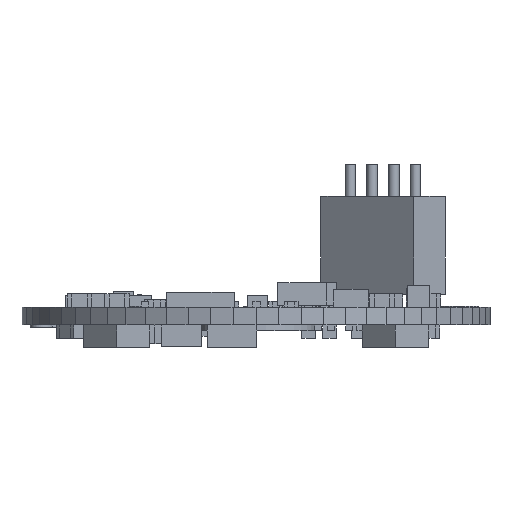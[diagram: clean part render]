
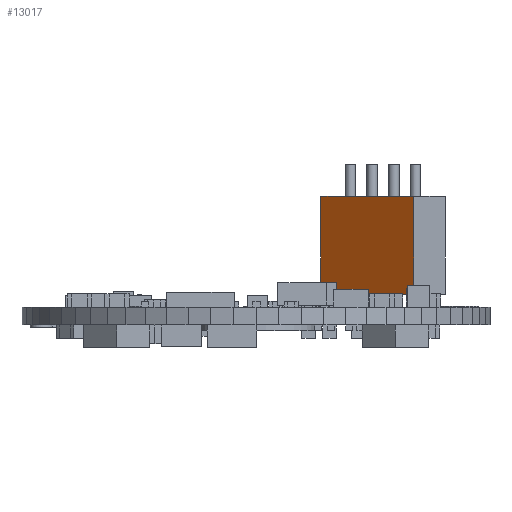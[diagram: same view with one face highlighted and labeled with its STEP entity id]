
A CAD part, left-side view. The second image highlights one B-rep face of the part: STEP entity #13017.
In plain terms, the highlighted planar face has unit normal (-0.766, 0.643, 0).
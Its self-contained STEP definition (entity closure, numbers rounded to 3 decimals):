
#12678 = EDGE_CURVE('',#12679,#12681,#12683,.T.);
#12679 = VERTEX_POINT('',#12680);
#12680 = CARTESIAN_POINT('',(-2.608,-1.368,0.));
#12681 = VERTEX_POINT('',#12682);
#12682 = CARTESIAN_POINT('',(-2.608,-1.368,4.4));
#12683 = SURFACE_CURVE('',#12684,(#12688,#12700),.PCURVE_S1.);
#12684 = LINE('',#12685,#12686);
#12685 = CARTESIAN_POINT('',(-2.608,-1.368,0.));
#12686 = VECTOR('',#12687,1.);
#12687 = DIRECTION('',(0.,0.,1.));
#12688 = PCURVE('',#12689,#12694);
#12689 = PLANE('',#12690);
#12690 = AXIS2_PLACEMENT_3D('',#12691,#12692,#12693);
#12691 = CARTESIAN_POINT('',(-2.608,-1.368,0.));
#12692 = DIRECTION('',(0.643,0.766,0.));
#12693 = DIRECTION('',(0.766,-0.643,0.));
#12694 = DEFINITIONAL_REPRESENTATION('',(#12695),#12699);
#12695 = LINE('',#12696,#12697);
#12696 = CARTESIAN_POINT('',(0.,0.));
#12697 = VECTOR('',#12698,1.);
#12698 = DIRECTION('',(0.,-1.));
#12699 = ( GEOMETRIC_REPRESENTATION_CONTEXT(2) 
PARAMETRIC_REPRESENTATION_CONTEXT() REPRESENTATION_CONTEXT('2D SPACE',''
  ) );
#12700 = PCURVE('',#12701,#12706);
#12701 = PLANE('',#12702);
#12702 = AXIS2_PLACEMENT_3D('',#12703,#12704,#12705);
#12703 = CARTESIAN_POINT('',(0.885,2.795,0.));
#12704 = DIRECTION('',(0.766,-0.643,0.));
#12705 = DIRECTION('',(-0.643,-0.766,0.));
#12706 = DEFINITIONAL_REPRESENTATION('',(#12707),#12711);
#12707 = LINE('',#12708,#12709);
#12708 = CARTESIAN_POINT('',(5.435,0.));
#12709 = VECTOR('',#12710,1.);
#12710 = DIRECTION('',(0.,-1.));
#12711 = ( GEOMETRIC_REPRESENTATION_CONTEXT(2) 
PARAMETRIC_REPRESENTATION_CONTEXT() REPRESENTATION_CONTEXT('2D SPACE',''
  ) );
#12729 = PLANE('',#12730);
#12730 = AXIS2_PLACEMENT_3D('',#12731,#12732,#12733);
#12731 = CARTESIAN_POINT('',(-2.608,-1.368,4.4));
#12732 = DIRECTION('',(0.,0.,-1.));
#12733 = DIRECTION('',(-1.,0.,0.));
#12783 = PLANE('',#12784);
#12784 = AXIS2_PLACEMENT_3D('',#12785,#12786,#12787);
#12785 = CARTESIAN_POINT('',(-2.608,-1.368,0.));
#12786 = DIRECTION('',(0.,0.,-1.));
#12787 = DIRECTION('',(-1.,0.,0.));
#12914 = PLANE('',#12915);
#12915 = AXIS2_PLACEMENT_3D('',#12916,#12917,#12918);
#12916 = CARTESIAN_POINT('',(2.559,1.391,0.));
#12917 = DIRECTION('',(-0.643,-0.766,0.));
#12918 = DIRECTION('',(-0.766,0.643,0.));
#12952 = VERTEX_POINT('',#12953);
#12953 = CARTESIAN_POINT('',(0.885,2.795,4.4));
#12974 = EDGE_CURVE('',#12975,#12952,#12977,.T.);
#12975 = VERTEX_POINT('',#12976);
#12976 = CARTESIAN_POINT('',(0.885,2.795,0.));
#12977 = SURFACE_CURVE('',#12978,(#12982,#12989),.PCURVE_S1.);
#12978 = LINE('',#12979,#12980);
#12979 = CARTESIAN_POINT('',(0.885,2.795,0.));
#12980 = VECTOR('',#12981,1.);
#12981 = DIRECTION('',(0.,0.,1.));
#12982 = PCURVE('',#12914,#12983);
#12983 = DEFINITIONAL_REPRESENTATION('',(#12984),#12988);
#12984 = LINE('',#12985,#12986);
#12985 = CARTESIAN_POINT('',(2.185,0.));
#12986 = VECTOR('',#12987,1.);
#12987 = DIRECTION('',(0.,-1.));
#12988 = ( GEOMETRIC_REPRESENTATION_CONTEXT(2) 
PARAMETRIC_REPRESENTATION_CONTEXT() REPRESENTATION_CONTEXT('2D SPACE',''
  ) );
#12989 = PCURVE('',#12701,#12990);
#12990 = DEFINITIONAL_REPRESENTATION('',(#12991),#12995);
#12991 = LINE('',#12992,#12993);
#12992 = CARTESIAN_POINT('',(0.,0.));
#12993 = VECTOR('',#12994,1.);
#12994 = DIRECTION('',(0.,-1.));
#12995 = ( GEOMETRIC_REPRESENTATION_CONTEXT(2) 
PARAMETRIC_REPRESENTATION_CONTEXT() REPRESENTATION_CONTEXT('2D SPACE',''
  ) );
#13017 = ADVANCED_FACE('',(#13018),#12701,.F.);
#13018 = FACE_BOUND('',#13019,.F.);
#13019 = EDGE_LOOP('',(#13020,#13021,#13042,#13043));
#13020 = ORIENTED_EDGE('',*,*,#12974,.T.);
#13021 = ORIENTED_EDGE('',*,*,#13022,.T.);
#13022 = EDGE_CURVE('',#12952,#12681,#13023,.T.);
#13023 = SURFACE_CURVE('',#13024,(#13028,#13035),.PCURVE_S1.);
#13024 = LINE('',#13025,#13026);
#13025 = CARTESIAN_POINT('',(0.885,2.795,4.4));
#13026 = VECTOR('',#13027,1.);
#13027 = DIRECTION('',(-0.643,-0.766,0.));
#13028 = PCURVE('',#12701,#13029);
#13029 = DEFINITIONAL_REPRESENTATION('',(#13030),#13034);
#13030 = LINE('',#13031,#13032);
#13031 = CARTESIAN_POINT('',(0.,-4.4));
#13032 = VECTOR('',#13033,1.);
#13033 = DIRECTION('',(1.,0.));
#13034 = ( GEOMETRIC_REPRESENTATION_CONTEXT(2) 
PARAMETRIC_REPRESENTATION_CONTEXT() REPRESENTATION_CONTEXT('2D SPACE',''
  ) );
#13035 = PCURVE('',#12729,#13036);
#13036 = DEFINITIONAL_REPRESENTATION('',(#13037),#13041);
#13037 = LINE('',#13038,#13039);
#13038 = CARTESIAN_POINT('',(-3.494,4.163));
#13039 = VECTOR('',#13040,1.);
#13040 = DIRECTION('',(0.643,-0.766));
#13041 = ( GEOMETRIC_REPRESENTATION_CONTEXT(2) 
PARAMETRIC_REPRESENTATION_CONTEXT() REPRESENTATION_CONTEXT('2D SPACE',''
  ) );
#13042 = ORIENTED_EDGE('',*,*,#12678,.F.);
#13043 = ORIENTED_EDGE('',*,*,#13044,.F.);
#13044 = EDGE_CURVE('',#12975,#12679,#13045,.T.);
#13045 = SURFACE_CURVE('',#13046,(#13050,#13057),.PCURVE_S1.);
#13046 = LINE('',#13047,#13048);
#13047 = CARTESIAN_POINT('',(0.885,2.795,0.));
#13048 = VECTOR('',#13049,1.);
#13049 = DIRECTION('',(-0.643,-0.766,0.));
#13050 = PCURVE('',#12701,#13051);
#13051 = DEFINITIONAL_REPRESENTATION('',(#13052),#13056);
#13052 = LINE('',#13053,#13054);
#13053 = CARTESIAN_POINT('',(0.,0.));
#13054 = VECTOR('',#13055,1.);
#13055 = DIRECTION('',(1.,0.));
#13056 = ( GEOMETRIC_REPRESENTATION_CONTEXT(2) 
PARAMETRIC_REPRESENTATION_CONTEXT() REPRESENTATION_CONTEXT('2D SPACE',''
  ) );
#13057 = PCURVE('',#12783,#13058);
#13058 = DEFINITIONAL_REPRESENTATION('',(#13059),#13063);
#13059 = LINE('',#13060,#13061);
#13060 = CARTESIAN_POINT('',(-3.494,4.163));
#13061 = VECTOR('',#13062,1.);
#13062 = DIRECTION('',(0.643,-0.766));
#13063 = ( GEOMETRIC_REPRESENTATION_CONTEXT(2) 
PARAMETRIC_REPRESENTATION_CONTEXT() REPRESENTATION_CONTEXT('2D SPACE',''
  ) );
